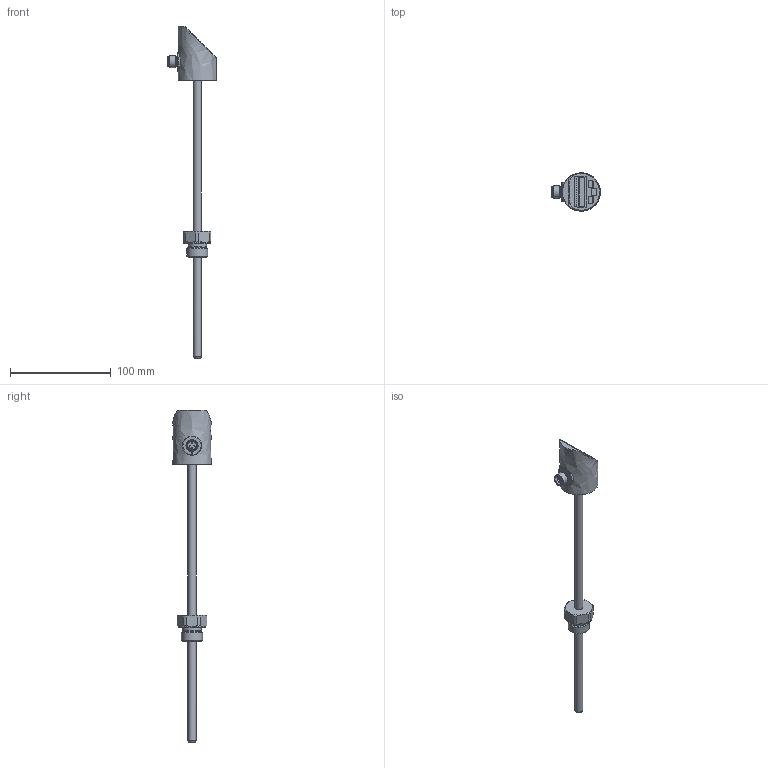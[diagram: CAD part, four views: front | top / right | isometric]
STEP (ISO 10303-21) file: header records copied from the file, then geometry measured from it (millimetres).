
FILE_DESCRIPTION( ('This file contains a STEP AP42 implementation' ,'as created by ZW3D STEP Interface translator.') ,'2;1' );
FILE_NAME( 'ts4s_f8_l100 g12 h10_l150.stp' ,'17 216. 85425', (''), ('ZWCAD Software Co.'), 'Version 1.0', 'ZW3D to STEP translator', '' );
FILE_SCHEMA( ('CONFIG_CONTROL_DESIGN') );
Length unit declared in the file: millimetre
Products named in the file (1): 0
Bounding box: 48.5 x 37.96 x 330 mm (x, y, z)
Volume: 71240.9 mm3; surface area: 18675.4 mm2
Topology: 1 solids, 1 shells, 154 faces, 370 edges, 238 vertices
Faces by surface type: bspline 154
Entity records: 5734 total; most frequent: CARTESIAN_POINT 3324, ORIENTED_EDGE 740, EDGE_CURVE 370, VERTEX_POINT 238, B_SPLINE_CURVE_WITH_KNOTS 234, EDGE_LOOP 190, FACE_OUTER_BOUND 154, ADVANCED_FACE 154
